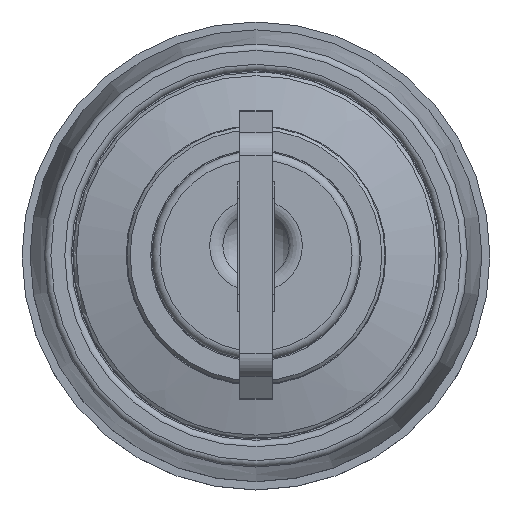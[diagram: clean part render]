
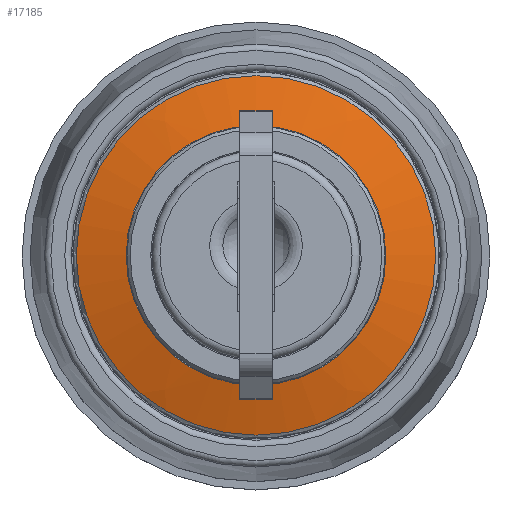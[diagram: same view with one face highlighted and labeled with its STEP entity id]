
A CAD part, top view. The second image highlights one B-rep face of the part: STEP entity #17185.
In plain terms, the highlighted spherical face has radius 37.5 mm.
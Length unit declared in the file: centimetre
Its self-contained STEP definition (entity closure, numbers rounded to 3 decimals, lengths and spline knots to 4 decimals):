
#16=SPHERICAL_SURFACE('',#18267,3.75);
#5075=FACE_BOUND('',#6902,.T.);
#5952=FACE_OUTER_BOUND('',#6901,.T.);
#6901=EDGE_LOOP('',(#16205));
#6902=EDGE_LOOP('',(#16206));
#7139=CIRCLE('',#18266,1.1139);
#7140=CIRCLE('',#18268,0.805);
#8791=VERTEX_POINT('',#33131);
#8792=VERTEX_POINT('',#33134);
#11261=EDGE_CURVE('',#8791,#8791,#7139,.T.);
#11262=EDGE_CURVE('',#8792,#8792,#7140,.T.);
#16205=ORIENTED_EDGE('',*,*,#11261,.F.);
#16206=ORIENTED_EDGE('',*,*,#11262,.T.);
#17185=ADVANCED_FACE('',(#5952,#5075),#16,.T.);
#18266=AXIS2_PLACEMENT_3D('',#33132,#22393,#22394);
#18267=AXIS2_PLACEMENT_3D('',#33133,#22395,#22396);
#18268=AXIS2_PLACEMENT_3D('',#33135,#22397,#22398);
#22393=DIRECTION('center_axis',(0.,0.,
-1.));
#22394=DIRECTION('ref_axis',(0.,1.,0.));
#22395=DIRECTION('center_axis',(1.,0.,0.));
#22396=DIRECTION('ref_axis',(0.,1.,0.));
#22397=DIRECTION('center_axis',(0.,0.,
-1.));
#22398=DIRECTION('ref_axis',(0.,1.,0.));
#33131=CARTESIAN_POINT('',(0.,1.1139,3.5542));
#33132=CARTESIAN_POINT('Origin',(0.,0.,
3.5542));
#33133=CARTESIAN_POINT('Origin',(0.,0.,
-0.0266));
#33134=CARTESIAN_POINT('',(0.,0.805,3.636));
#33135=CARTESIAN_POINT('Origin',(0.,0.,
3.636));
